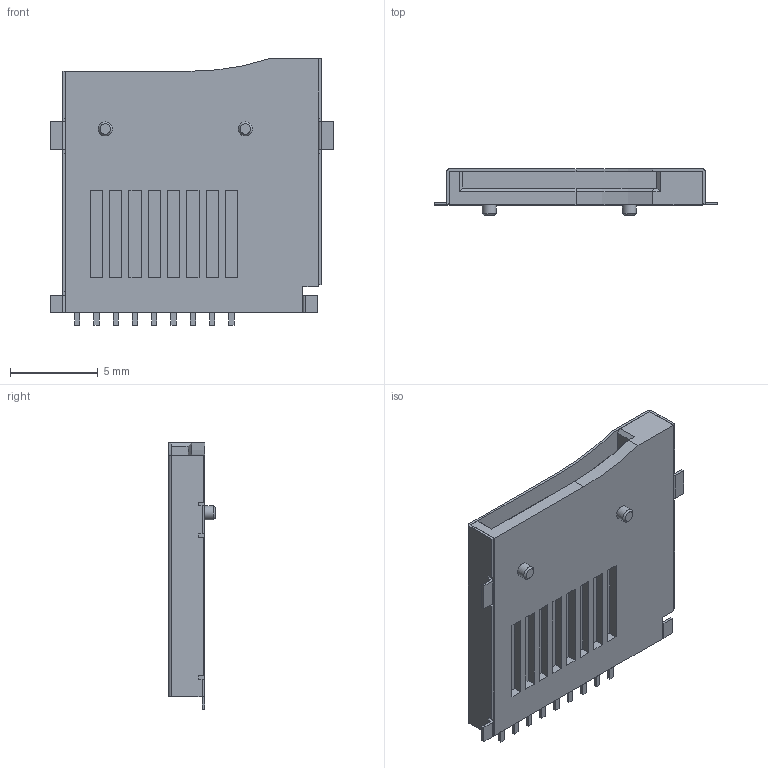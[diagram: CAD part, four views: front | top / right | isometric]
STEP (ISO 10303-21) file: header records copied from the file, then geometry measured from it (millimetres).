
FILE_DESCRIPTION(/* description */ ('STEP AP242','CAx-IF Rec.Pracs.---Representation and Presentation of Product Manufacturing Information (PMI)---4.0---2014-10-13','CAx-IF Rec.Pracs.---3D Tessellated Geometry---0.4---2014-09-14','2;1'),/* implementation_level */ '2;1');
FILE_NAME(/* name */ '681d284f4a5c09219ef2ac4f',/* time_stamp */ '2025-05-08T21:55:28Z',/* author */ (''),/* organization */ (''),/* preprocessor_version */ 'ST-DEVELOPER v20',/* originating_system */ 'ONSHAPE BY PTC INC, 1.197',/* authorisation */ ' ');
FILE_SCHEMA (('AP242_MANAGED_MODEL_BASED_3D_ENGINEERING_MIM_LF { 1 0 10303 442 1 1 4 }'));
Length unit declared in the file: metre
Products named in the file (11): TF-SMD_TF-PUSH~TF-SMD_TF-PUSH~DbQ3
Bounding box: 16.15 x 2.65 x 15.2 mm (x, y, z)
Volume: 264.9 mm3; surface area: 1122 mm2
Topology: 11 solids, 11 shells, 420 faces, 1101 edges, 731 vertices
Faces by surface type: plane 303, bspline 95, cylinder 18, cone 3, sphere 1
Full cylindrical faces by diameter (mm): 0.8 x2
Entity records: 16978 total; most frequent: CARTESIAN_POINT 4043, ORIENTED_EDGE 2194, DIRECTION 1613, EDGE_CURVE 1097, LINE 859, VECTOR 859, VERTEX_POINT 731, EDGE_LOOP 454
